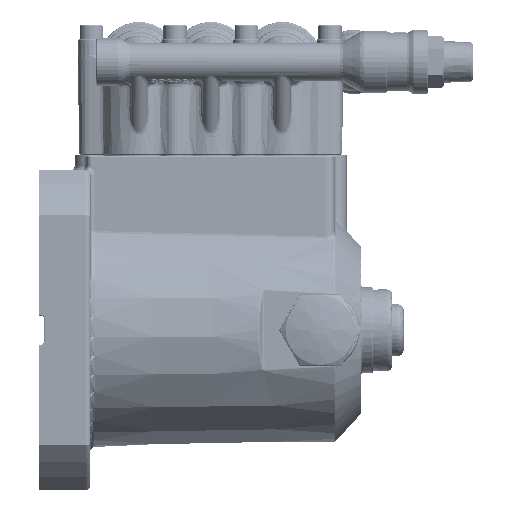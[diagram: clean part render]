
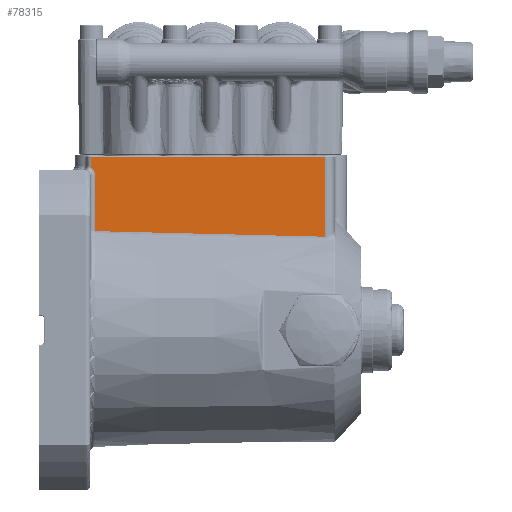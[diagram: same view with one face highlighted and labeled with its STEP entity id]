
A CAD part, front view. The second image highlights one B-rep face of the part: STEP entity #78315.
In plain terms, the highlighted planar face has unit normal (0, -1, 0).
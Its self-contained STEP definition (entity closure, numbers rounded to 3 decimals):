
#367 = CARTESIAN_POINT ( 'NONE',  ( 23.374, -27.5, 65.959 ) ) ;
#869 = CARTESIAN_POINT ( 'NONE',  ( 23.476, -27.5, 65.357 ) ) ;
#6612 = VECTOR ( 'NONE', #240536, 1000. ) ;
#14314 = LINE ( 'NONE', #93796, #6612 ) ;
#16297 = CARTESIAN_POINT ( 'NONE',  ( 23.5, -27.5, 41.555 ) ) ;
#21819 = CARTESIAN_POINT ( 'NONE',  ( 22., -27.5, 68.11 ) ) ;
#24234 = CARTESIAN_POINT ( 'NONE',  ( 23.5, -27.5, 65. ) ) ;
#24963 = CARTESIAN_POINT ( 'NONE',  ( 23.429, -27.5, 65.707 ) ) ;
#26357 = CARTESIAN_POINT ( 'NONE',  ( 23.5, -27.5, 65. ) ) ;
#30700 = EDGE_CURVE ( 'NONE', #223205, #58016, #14314, .T. ) ;
#33045 = EDGE_CURVE ( 'NONE', #312720, #50409, #218564, .T. ) ;
#41242 = LINE ( 'NONE', #172586, #205753 ) ;
#41522 = ORIENTED_EDGE ( 'NONE', *, *, #185706, .T. ) ;
#45025 = CARTESIAN_POINT ( 'NONE',  ( 120., -27.5, 39.023 ) ) ;
#45670 = EDGE_CURVE ( 'NONE', #120059, #206433, #41242, .T. ) ;
#49491 = CARTESIAN_POINT ( 'NONE',  ( 23.457, -27.5, 65.521 ) ) ;
#50409 = VERTEX_POINT ( 'NONE', #143029 ) ;
#55404 = DIRECTION ( 'NONE',  ( 0., 0., -1. ) ) ;
#58016 = VERTEX_POINT ( 'NONE', #212175 ) ;
#65378 = CARTESIAN_POINT ( 'NONE',  ( 88.762, -27.5, 39.986 ) ) ;
#72991 = CARTESIAN_POINT ( 'NONE',  ( 22.438, -27.5, 67.716 ) ) ;
#74032 = CARTESIAN_POINT ( 'NONE',  ( 23.464, -27.5, 65.464 ) ) ;
#78277 = ORIENTED_EDGE ( 'NONE', *, *, #33045, .T. ) ;
#78315 = ADVANCED_FACE ( 'NONE', ( #317114 ), #213054, .T. ) ;
#93796 = CARTESIAN_POINT ( 'NONE',  ( 120., -27.5, 55.756 ) ) ;
#94111 = DIRECTION ( 'NONE',  ( 0., -1., 0. ) ) ;
#96257 = ORIENTED_EDGE ( 'NONE', *, *, #164555, .T. ) ;
#96886 = CARTESIAN_POINT ( 'NONE',  ( 23.482, -27.5, 65.291 ) ) ;
#97600 = CARTESIAN_POINT ( 'NONE',  ( 22.967, -27.5, 66.998 ) ) ;
#107381 = CARTESIAN_POINT ( 'NONE',  ( 71., -27.5, 72.5 ) ) ;
#120059 = VERTEX_POINT ( 'NONE', #26357 ) ;
#121424 = CARTESIAN_POINT ( 'NONE',  ( 23.486, -27.5, 65.243 ) ) ;
#122152 = CARTESIAN_POINT ( 'NONE',  ( 23.246, -27.5, 66.389 ) ) ;
#134872 = CARTESIAN_POINT ( 'NONE',  ( 56.595, -27.5, 40.763 ) ) ;
#143029 = CARTESIAN_POINT ( 'NONE',  ( 22., -27.5, 68.11 ) ) ;
#146010 = CARTESIAN_POINT ( 'NONE',  ( 23.487, -27.5, 65.227 ) ) ;
#146739 = CARTESIAN_POINT ( 'NONE',  ( 23.355, -27.5, 66.033 ) ) ;
#147561 = ORIENTED_EDGE ( 'NONE', *, *, #30700, .T. ) ;
#153247 = VECTOR ( 'NONE', #55404, 1000. ) ;
#153686 = ORIENTED_EDGE ( 'NONE', *, *, #290054, .T. ) ;
#164555 = EDGE_CURVE ( 'NONE', #58016, #312720, #203062, .T. ) ;
#167842 = CARTESIAN_POINT ( 'NONE',  ( 23.5, -27.5, 41.555 ) ) ;
#168294 = CARTESIAN_POINT ( 'NONE',  ( 22.231, -27.5, 67.924 ) ) ;
#170717 = CARTESIAN_POINT ( 'NONE',  ( 23.495, -27.5, 65.097 ) ) ;
#171433 = CARTESIAN_POINT ( 'NONE',  ( 23.407, -27.5, 65.815 ) ) ;
#172586 = CARTESIAN_POINT ( 'NONE',  ( 23.5, -27.5, 55.762 ) ) ;
#177414 = CARTESIAN_POINT ( 'NONE',  ( 22., -27.5, 55.762 ) ) ;
#185706 = EDGE_CURVE ( 'NONE', #206433, #223205, #288897, .T. ) ;
#191387 = AXIS2_PLACEMENT_3D ( 'NONE', #45025, #94111, #265583 ) ;
#195440 = VECTOR ( 'NONE', #303329, 1000. ) ;
#196134 = CARTESIAN_POINT ( 'NONE',  ( 23.449, -27.5, 65.577 ) ) ;
#201197 = CARTESIAN_POINT ( 'NONE',  ( 22., -27.5, 72.5 ) ) ;
#203062 = LINE ( 'NONE', #107381, #195440 ) ;
#204804 = ORIENTED_EDGE ( 'NONE', *, *, #45670, .T. ) ;
#205753 = VECTOR ( 'NONE', #271192, 1000. ) ;
#206433 = VERTEX_POINT ( 'NONE', #167842 ) ;
#212175 = CARTESIAN_POINT ( 'NONE',  ( 120., -27.5, 72.5 ) ) ;
#213054 = PLANE ( 'NONE',  #191387 ) ;
#218564 = LINE ( 'NONE', #177414, #153247 ) ;
#220798 = CARTESIAN_POINT ( 'NONE',  ( 23.462, -27.5, 65.484 ) ) ;
#223205 = VERTEX_POINT ( 'NONE', #240505 ) ;
#234410 = EDGE_LOOP ( 'NONE', ( #147561, #96257, #78277, #153686, #204804, #41522 ) ) ;
#236693 = CARTESIAN_POINT ( 'NONE',  ( 120., -27.5, 39.223 ) ) ;
#240505 = CARTESIAN_POINT ( 'NONE',  ( 120., -27.5, 39.223 ) ) ;
#240536 = DIRECTION ( 'NONE',  ( 0., 0., 1. ) ) ;
#244321 = CARTESIAN_POINT ( 'NONE',  ( 22.809, -27.5, 67.249 ) ) ;
#245377 = CARTESIAN_POINT ( 'NONE',  ( 23.471, -27.5, 65.411 ) ) ;
#249599 = B_SPLINE_CURVE_WITH_KNOTS ( 'NONE', 3,
 ( #21819, #168294, #72991, #244321, #97600, #269022, #122152, #293635, #146739, #367, #171433, #24963, #196134, #49491, #220798, #74032, #245377, #869, #96886, #268271, #121424, #292898, #146010, #317414, #170717, #24234 ),
 .UNSPECIFIED., .F., .F.,
 ( 4, 2, 2, 1, 2, 2, 1, 1, 2, 2, 1, 1, 1, 2, 2, 4 ),
 ( 0., 0.25, 0.5, 0.625, 0.688, 0.75, 0.813, 0.844, 0.859, 0.875, 0.906, 0.922, 0.93, 0.934, 0.937, 1. ),
 .UNSPECIFIED. ) ;
#265583 = DIRECTION ( 'NONE',  ( 0., 0., 1. ) ) ;
#268271 = CARTESIAN_POINT ( 'NONE',  ( 23.485, -27.5, 65.257 ) ) ;
#269022 = CARTESIAN_POINT ( 'NONE',  ( 23.161, -27.5, 66.595 ) ) ;
#271192 = DIRECTION ( 'NONE',  ( 0., 0., -1. ) ) ;
#288897 = B_SPLINE_CURVE_WITH_KNOTS ( 'NONE', 3,
 ( #16297, #134872, #65378, #236693 ),
 .UNSPECIFIED., .F., .F.,
 ( 4, 4 ),
 ( 0., 1. ),
 .UNSPECIFIED. ) ;
#290054 = EDGE_CURVE ( 'NONE', #50409, #120059, #249599, .T. ) ;
#292898 = CARTESIAN_POINT ( 'NONE',  ( 23.486, -27.5, 65.233 ) ) ;
#293635 = CARTESIAN_POINT ( 'NONE',  ( 23.314, -27.5, 66.176 ) ) ;
#303329 = DIRECTION ( 'NONE',  ( -1., 0., 0. ) ) ;
#312720 = VERTEX_POINT ( 'NONE', #201197 ) ;
#317114 = FACE_OUTER_BOUND ( 'NONE', #234410, .T. ) ;
#317414 = CARTESIAN_POINT ( 'NONE',  ( 23.491, -27.5, 65.172 ) ) ;
